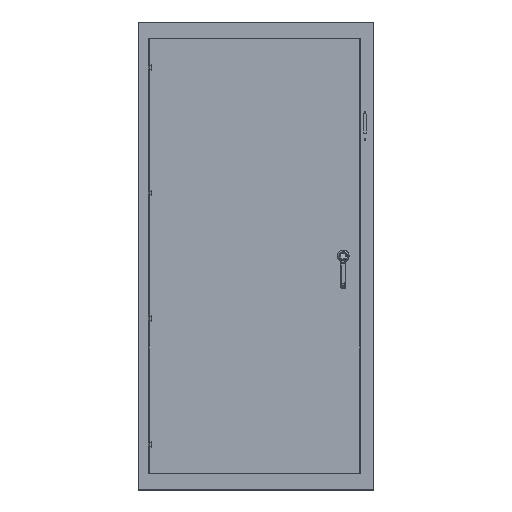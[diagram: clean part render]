
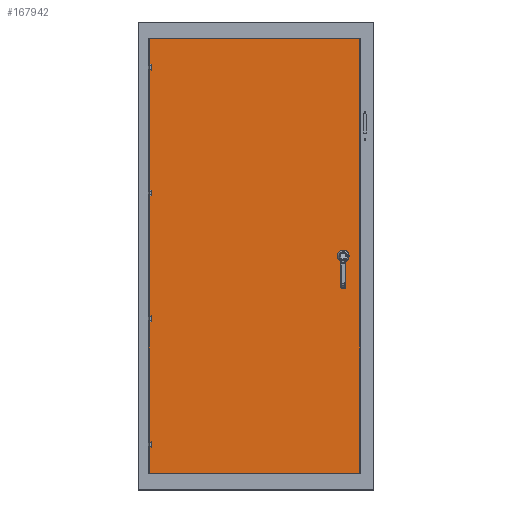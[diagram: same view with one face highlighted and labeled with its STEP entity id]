
A CAD part, top view. The second image highlights one B-rep face of the part: STEP entity #167942.
In plain terms, the highlighted planar face has unit normal (0, 0, 1).
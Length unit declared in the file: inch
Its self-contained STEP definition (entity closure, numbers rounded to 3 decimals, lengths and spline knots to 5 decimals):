
#2228 = CARTESIAN_POINT ( 'NONE',  ( -0.2812, -37.15, 13.058 ) ) ;
#4172 = ORIENTED_EDGE ( 'NONE', *, *, #81084, .F. ) ;
#10608 = LINE ( 'NONE', #183464, #197756 ) ;
#14767 = EDGE_CURVE ( 'NONE', #158518, #56128, #127464, .T. ) ;
#15196 = EDGE_CURVE ( 'NONE', #55477, #55477, #116229, .T. ) ;
#15639 = ORIENTED_EDGE ( 'NONE', *, *, #14767, .F. ) ;
#16388 = VERTEX_POINT ( 'NONE', #119897 ) ;
#22642 = CARTESIAN_POINT ( 'NONE',  ( 14.90384, 0., 13.058 ) ) ;
#27263 = DIRECTION ( 'NONE',  ( 1., 0., 0. ) ) ;
#31768 = ORIENTED_EDGE ( 'NONE', *, *, #15196, .F. ) ;
#35770 = ORIENTED_EDGE ( 'NONE', *, *, #50543, .F. ) ;
#45350 = DIRECTION ( 'NONE',  ( -1., 0., 0. ) ) ;
#50543 = EDGE_CURVE ( 'NONE', #56128, #161935, #153142, .T. ) ;
#54220 = ORIENTED_EDGE ( 'NONE', *, *, #129770, .F. ) ;
#55477 = VERTEX_POINT ( 'NONE', #101037 ) ;
#56128 = VERTEX_POINT ( 'NONE', #162110 ) ;
#63946 = CARTESIAN_POINT ( 'NONE',  ( -0.2812, 0., 13.058 ) ) ;
#79473 = FACE_BOUND ( 'NONE', #177950, .T. ) ;
#81084 = EDGE_CURVE ( 'NONE', #161935, #16388, #122468, .T. ) ;
#83579 = AXIS2_PLACEMENT_3D ( 'NONE', #63946, #123975, #45350 ) ;
#101037 = CARTESIAN_POINT ( 'NONE',  ( 15.33691, 0., 13.058 ) ) ;
#104920 = CARTESIAN_POINT ( 'NONE',  ( -0.2812, 37.15, 13.058 ) ) ;
#105552 = DIRECTION ( 'NONE',  ( 0., 1., 0. ) ) ;
#108801 = VECTOR ( 'NONE', #105552, 39.37008 ) ;
#116229 = CIRCLE ( 'NONE', #139381, 0.43307 ) ;
#119897 = CARTESIAN_POINT ( 'NONE',  ( 17.7125, 37.15, 13.058 ) ) ;
#122468 = LINE ( 'NONE', #104920, #146317 ) ;
#123975 = DIRECTION ( 'NONE',  ( 0., 0., -1. ) ) ;
#127464 = LINE ( 'NONE', #2228, #155778 ) ;
#129770 = EDGE_CURVE ( 'NONE', #16388, #158518, #10608, .T. ) ;
#134602 = CARTESIAN_POINT ( 'NONE',  ( -18.2749, 0., 13.058 ) ) ;
#139381 = AXIS2_PLACEMENT_3D ( 'NONE', #22642, #191384, #179965 ) ;
#140972 = DIRECTION ( 'NONE',  ( -1., 0., 0. ) ) ;
#146317 = VECTOR ( 'NONE', #27263, 39.37008 ) ;
#151417 = EDGE_LOOP ( 'NONE', ( #15639, #54220, #4172, #35770 ) ) ;
#153142 = LINE ( 'NONE', #134602, #108801 ) ;
#155778 = VECTOR ( 'NONE', #140972, 39.37008 ) ;
#158518 = VERTEX_POINT ( 'NONE', #196103 ) ;
#161935 = VERTEX_POINT ( 'NONE', #203493 ) ;
#162110 = CARTESIAN_POINT ( 'NONE',  ( -18.2749, -37.15, 13.058 ) ) ;
#167942 = ADVANCED_FACE ( 'NONE', ( #190210, #79473 ), #191243, .F. ) ;
#167971 = DIRECTION ( 'NONE',  ( 0., -1., 0. ) ) ;
#177950 = EDGE_LOOP ( 'NONE', ( #31768 ) ) ;
#179965 = DIRECTION ( 'NONE',  ( 1., 0., 0. ) ) ;
#183464 = CARTESIAN_POINT ( 'NONE',  ( 17.7125, 0., 13.058 ) ) ;
#190210 = FACE_OUTER_BOUND ( 'NONE', #151417, .T. ) ;
#191243 = PLANE ( 'NONE',  #83579 ) ;
#191384 = DIRECTION ( 'NONE',  ( 0., 0., 1. ) ) ;
#196103 = CARTESIAN_POINT ( 'NONE',  ( 17.7125, -37.15, 13.058 ) ) ;
#197756 = VECTOR ( 'NONE', #167971, 39.37008 ) ;
#203493 = CARTESIAN_POINT ( 'NONE',  ( -18.2749, 37.15, 13.058 ) ) ;
